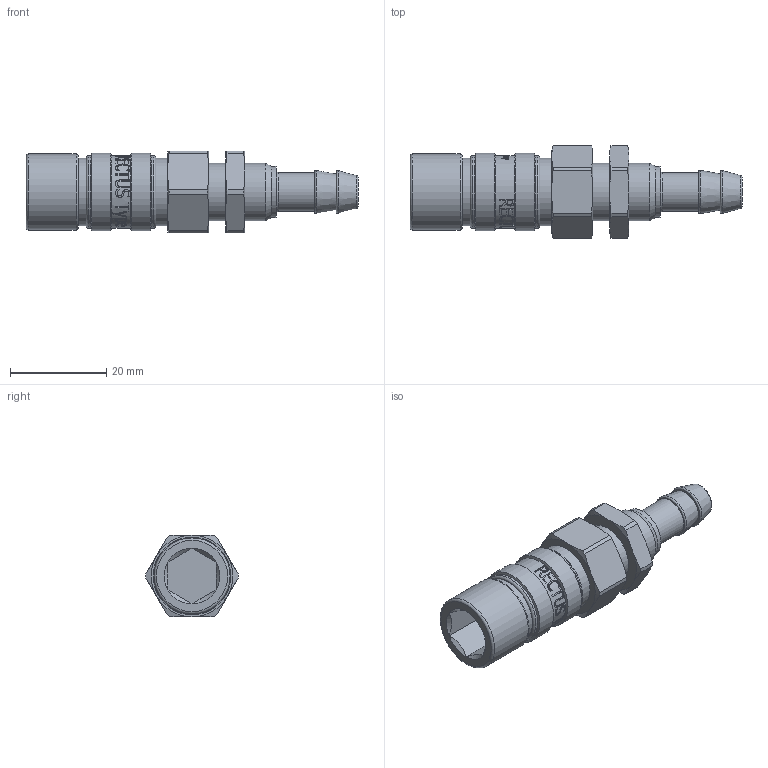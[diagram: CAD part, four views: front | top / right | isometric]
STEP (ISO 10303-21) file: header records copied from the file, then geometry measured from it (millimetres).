
FILE_DESCRIPTION(/* description */ (''),/* implementation_level */ '2;1');
FILE_NAME(/* name */ '21KATS08MPX8.stp',/* time_stamp */ '2017-01-27T13:41:32+05:00',/* author */ ('pv00476129'),/* organization */ (''),/* preprocessor_version */ 'ST-DEVELOPER v15.2',/* originating_system */ 'Autodesk Inventor 2014',/* authorisation */ '');
FILE_SCHEMA (('AUTOMOTIVE_DESIGN { 1 0 10303 214 3 1 1 }'));
Products named in the file (1): 21KATS08MPX8
Bounding box: 69 x 19.15 x 17 mm (x, y, z)
Volume: 9919.6 mm3; surface area: 4275.6 mm2
Topology: 1 solids, 1 shells, 520 faces, 1370 edges, 896 vertices
Faces by surface type: plane 209, bspline 205, cylinder 58, cone 40, torus 8
Full cylindrical faces by diameter (mm): 8.05 x1, 10.6 x1, 11.98 x2, 14 x2, 15.1 x3, 15.8 x1, 16.15 x2
Entity records: 68629 total; most frequent: CARTESIAN_POINT 57117, ORIENTED_EDGE 2664, DIRECTION 1524, EDGE_CURVE 1332, VERTEX_POINT 889, EDGE_LOOP 595, B_SPLINE_CURVE_WITH_KNOTS 572, STYLED_ITEM 521
